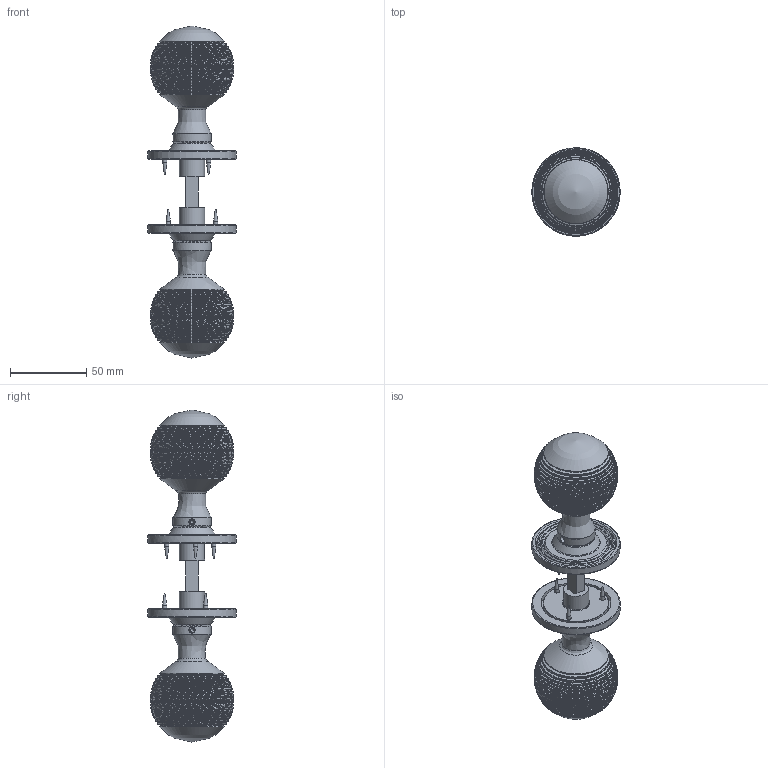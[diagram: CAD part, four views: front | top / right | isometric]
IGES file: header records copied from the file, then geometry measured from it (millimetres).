
Global section: file name: PK8057BR57; native system: Autodesk Inventor 2024; preprocessor: unknown; author: rclarke; date: 20250320.200856; units: millimetre
Bounding box: 58 x 58 x 218.2 mm (x, y, z)
Volume: 216378.8 mm3; surface area: 61180.2 mm2
Topology: 19 solids, 19 shells, 554 faces, 1500 edges, 1032 vertices
Faces by surface type: bspline 554
